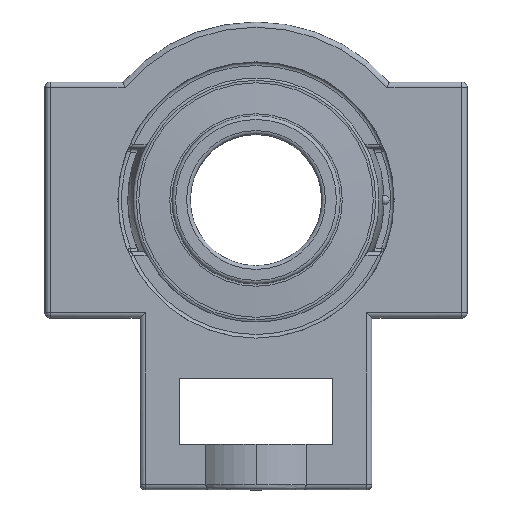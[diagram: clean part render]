
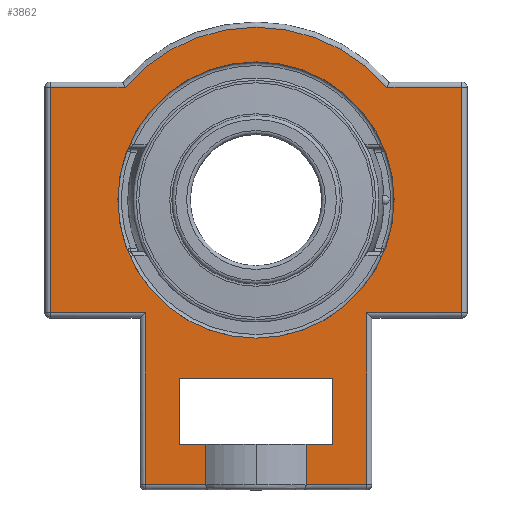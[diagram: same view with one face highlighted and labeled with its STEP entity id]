
A CAD part, top view. The second image highlights one B-rep face of the part: STEP entity #3862.
In plain terms, the highlighted planar face has unit normal (0, 0, 1).
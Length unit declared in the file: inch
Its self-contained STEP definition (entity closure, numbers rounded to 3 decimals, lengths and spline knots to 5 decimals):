
#2154=CARTESIAN_POINT('',(-0.,-1.31402,0.55118));
#2155=VERTEX_POINT('',#2154);
#2162=CARTESIAN_POINT('',(0.,1.31402,0.55118));
#2163=VERTEX_POINT('',#2162);
#2164=CARTESIAN_POINT('',(0.,0.,0.55118));
#2165=DIRECTION('',(0.,0.,-1.));
#2166=DIRECTION('',(0.,1.,0.));
#2167=AXIS2_PLACEMENT_3D('',#2164,#2165,#2166);
#2168=CIRCLE('',#2167,1.31402);
#2169=EDGE_CURVE('',#2163,#2155,#2168,.T.);
#2171=CARTESIAN_POINT('',(0.,0.,0.55118));
#2172=DIRECTION('',(0.,0.,-1.));
#2173=DIRECTION('',(0.,1.,0.));
#2174=AXIS2_PLACEMENT_3D('',#2171,#2172,#2173);
#2175=CIRCLE('',#2174,1.31402);
#2176=EDGE_CURVE('',#2155,#2163,#2175,.T.);
#2260=CARTESIAN_POINT('',(-1.95787,1.07205,0.55118));
#2261=VERTEX_POINT('',#2260);
#2286=CARTESIAN_POINT('',(1.95787,1.07205,0.55118));
#2287=VERTEX_POINT('',#2286);
#2330=CARTESIAN_POINT('',(-1.95787,-1.07205,0.55118));
#2331=VERTEX_POINT('',#2330);
#2356=CARTESIAN_POINT('',(1.95787,-1.07205,0.55118));
#2357=VERTEX_POINT('',#2356);
#2398=CARTESIAN_POINT('',(1.05236,-1.07205,0.55118));
#2399=VERTEX_POINT('',#2398);
#2400=CARTESIAN_POINT('',(0.99292,-1.07205,0.55118));
#2401=DIRECTION('',(-1.,0.,0.));
#2402=VECTOR('',#2401,0.3565);
#2403=LINE('',#2400,#2402);
#2404=EDGE_CURVE('',#2357,#2399,#2403,.T.);
#2421=CARTESIAN_POINT('',(-1.05236,-2.70591,0.55118));
#2422=VERTEX_POINT('',#2421);
#2456=CARTESIAN_POINT('',(1.05236,-2.70591,0.55118));
#2457=VERTEX_POINT('',#2456);
#3226=CARTESIAN_POINT('',(0.47612,-2.70591,0.55118));
#3227=VERTEX_POINT('',#3226);
#3228=CARTESIAN_POINT('',(-0.0021,-2.70591,0.55118));
#3229=DIRECTION('',(-1.,0.,0.));
#3230=VECTOR('',#3229,0.22687);
#3231=LINE('',#3228,#3230);
#3232=EDGE_CURVE('',#2457,#3227,#3231,.T.);
#3259=CARTESIAN_POINT('',(1.05236,-1.21714,0.55118));
#3260=DIRECTION('',(0.,-1.,0.));
#3261=VECTOR('',#3260,0.64325);
#3262=LINE('',#3259,#3261);
#3263=EDGE_CURVE('',#2399,#2457,#3262,.T.);
#3314=CARTESIAN_POINT('',(-1.05236,-1.07205,0.55118));
#3315=VERTEX_POINT('',#3314);
#3316=CARTESIAN_POINT('',(-1.05236,-1.86039,0.55118));
#3317=DIRECTION('',(0.,1.,0.));
#3318=VECTOR('',#3317,0.64325);
#3319=LINE('',#3316,#3318);
#3320=EDGE_CURVE('',#2422,#3315,#3319,.T.);
#3337=CARTESIAN_POINT('',(-0.47612,-2.70591,0.55118));
#3338=VERTEX_POINT('',#3337);
#3339=CARTESIAN_POINT('',(-0.60387,-2.70591,0.55118));
#3340=DIRECTION('',(-1.,0.,0.));
#3341=VECTOR('',#3340,0.22687);
#3342=LINE('',#3339,#3341);
#3343=EDGE_CURVE('',#3338,#2422,#3342,.T.);
#3412=CARTESIAN_POINT('',(-1.13508,-1.07205,0.55118));
#3413=DIRECTION('',(-1.,0.,0.));
#3414=VECTOR('',#3413,0.3565);
#3415=LINE('',#3412,#3414);
#3416=EDGE_CURVE('',#3315,#2331,#3415,.T.);
#3474=CARTESIAN_POINT('',(1.95787,0.21479,0.55118));
#3475=DIRECTION('',(0.,-1.,0.));
#3476=VECTOR('',#3475,0.84413);
#3477=LINE('',#3474,#3476);
#3478=EDGE_CURVE('',#2287,#2357,#3477,.T.);
#3528=CARTESIAN_POINT('',(-1.95787,-0.62934,0.55118));
#3529=DIRECTION('',(0.,1.,0.));
#3530=VECTOR('',#3529,0.84413);
#3531=LINE('',#3528,#3530);
#3532=EDGE_CURVE('',#2331,#2261,#3531,.T.);
#3574=CARTESIAN_POINT('',(1.24494,1.07205,0.55118));
#3575=VERTEX_POINT('',#3574);
#3576=CARTESIAN_POINT('',(0.7373,1.07205,0.55118));
#3577=DIRECTION('',(1.,0.,-0.));
#3578=VECTOR('',#3577,0.28068);
#3579=LINE('',#3576,#3578);
#3580=EDGE_CURVE('',#3575,#2287,#3579,.T.);
#3657=CARTESIAN_POINT('',(-1.24494,1.07205,0.55118));
#3658=VERTEX_POINT('',#3657);
#3659=CARTESIAN_POINT('',(-1.51663,1.07205,0.55118));
#3660=DIRECTION('',(1.,0.,-0.));
#3661=VECTOR('',#3660,0.28068);
#3662=LINE('',#3659,#3661);
#3663=EDGE_CURVE('',#2261,#3658,#3662,.T.);
#3690=CARTESIAN_POINT('',(0.,0.,0.55118));
#3691=DIRECTION('',(0.,0.,-1.));
#3692=DIRECTION('',(0.,1.,0.));
#3693=AXIS2_PLACEMENT_3D('',#3690,#3691,#3692);
#3694=CIRCLE('',#3693,1.64291);
#3695=EDGE_CURVE('',#3658,#3575,#3694,.T.);
#3786=CARTESIAN_POINT('',(-0.82246,-0.68373,0.55118));
#3787=DIRECTION('',(0.,0.,1.));
#3788=DIRECTION('',(1.,0.,0.));
#3789=AXIS2_PLACEMENT_3D('',#3786,#3787,#3788);
#3790=PLANE('',#3789);
#3791=ORIENTED_EDGE('',*,*,#3232,.F.);
#3792=ORIENTED_EDGE('',*,*,#3263,.F.);
#3793=ORIENTED_EDGE('',*,*,#2404,.F.);
#3794=ORIENTED_EDGE('',*,*,#3478,.F.);
#3795=ORIENTED_EDGE('',*,*,#3580,.F.);
#3796=ORIENTED_EDGE('',*,*,#3695,.F.);
#3797=ORIENTED_EDGE('',*,*,#3663,.F.);
#3798=ORIENTED_EDGE('',*,*,#3532,.F.);
#3799=ORIENTED_EDGE('',*,*,#3416,.F.);
#3800=ORIENTED_EDGE('',*,*,#3320,.F.);
#3801=ORIENTED_EDGE('',*,*,#3343,.F.);
#3802=CARTESIAN_POINT('',(-0.47612,-2.32283,0.55118));
#3803=VERTEX_POINT('',#3802);
#3804=CARTESIAN_POINT('',(-0.47612,-2.60494,0.55118));
#3805=DIRECTION('',(0.,1.,0.));
#3806=VECTOR('',#3805,0.15082);
#3807=LINE('',#3804,#3806);
#3808=EDGE_CURVE('',#3338,#3803,#3807,.T.);
#3809=ORIENTED_EDGE('',*,*,#3808,.T.);
#3810=CARTESIAN_POINT('',(-0.72835,-2.32283,0.55118));
#3811=VERTEX_POINT('',#3810);
#3812=CARTESIAN_POINT('',(-0.72835,-2.32283,0.55118));
#3813=DIRECTION('',(1.,0.,-0.));
#3814=VECTOR('',#3813,0.0993);
#3815=LINE('',#3812,#3814);
#3816=EDGE_CURVE('',#3811,#3803,#3815,.T.);
#3817=ORIENTED_EDGE('',*,*,#3816,.F.);
#3818=CARTESIAN_POINT('',(-0.72835,-1.69291,0.55118));
#3819=VERTEX_POINT('',#3818);
#3820=CARTESIAN_POINT('',(-0.72835,-1.69291,0.55118));
#3821=DIRECTION('',(0.,-1.,0.));
#3822=VECTOR('',#3821,0.248);
#3823=LINE('',#3820,#3822);
#3824=EDGE_CURVE('',#3819,#3811,#3823,.T.);
#3825=ORIENTED_EDGE('',*,*,#3824,.F.);
#3826=CARTESIAN_POINT('',(0.72835,-1.69291,0.55118));
#3827=VERTEX_POINT('',#3826);
#3828=CARTESIAN_POINT('',(0.28675,-1.69291,0.55118));
#3829=DIRECTION('',(-1.,0.,0.));
#3830=VECTOR('',#3829,0.5735);
#3831=LINE('',#3828,#3830);
#3832=EDGE_CURVE('',#3827,#3819,#3831,.T.);
#3833=ORIENTED_EDGE('',*,*,#3832,.F.);
#3834=CARTESIAN_POINT('',(0.72835,-2.32283,0.55118));
#3835=VERTEX_POINT('',#3834);
#3836=CARTESIAN_POINT('',(0.72835,-1.94091,0.55118));
#3837=DIRECTION('',(0.,1.,0.));
#3838=VECTOR('',#3837,0.248);
#3839=LINE('',#3836,#3838);
#3840=EDGE_CURVE('',#3835,#3827,#3839,.T.);
#3841=ORIENTED_EDGE('',*,*,#3840,.F.);
#3842=CARTESIAN_POINT('',(0.47612,-2.32283,0.55118));
#3843=VERTEX_POINT('',#3842);
#3844=CARTESIAN_POINT('',(-0.25415,-2.32283,0.55118));
#3845=DIRECTION('',(1.,0.,-0.));
#3846=VECTOR('',#3845,0.0993);
#3847=LINE('',#3844,#3846);
#3848=EDGE_CURVE('',#3843,#3835,#3847,.T.);
#3849=ORIENTED_EDGE('',*,*,#3848,.F.);
#3850=CARTESIAN_POINT('',(0.47612,-2.45412,0.55118));
#3851=DIRECTION('',(0.,-1.,0.));
#3852=VECTOR('',#3851,0.15082);
#3853=LINE('',#3850,#3852);
#3854=EDGE_CURVE('',#3843,#3227,#3853,.T.);
#3855=ORIENTED_EDGE('',*,*,#3854,.T.);
#3856=EDGE_LOOP('',(#3791,#3792,#3793,#3794,#3795,#3796,#3797,#3798,#3799,#3800,#3801,#3809,#3817,#3825,#3833,#3841,#3849,#3855));
#3857=FACE_BOUND('',#3856,.T.);
#3858=ORIENTED_EDGE('',*,*,#2169,.T.);
#3859=ORIENTED_EDGE('',*,*,#2176,.T.);
#3860=EDGE_LOOP('',(#3858,#3859));
#3861=FACE_BOUND('',#3860,.T.);
#3862=ADVANCED_FACE('',(#3857,#3861),#3790,.T.);
